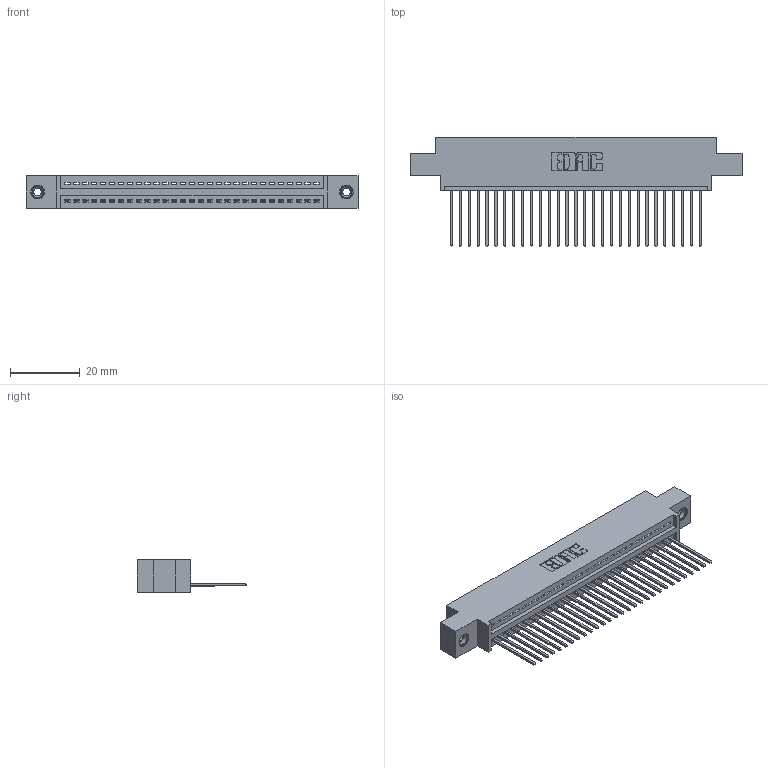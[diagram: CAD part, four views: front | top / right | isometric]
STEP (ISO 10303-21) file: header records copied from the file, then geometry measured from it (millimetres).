
FILE_DESCRIPTION (( 'STEP AP203' ), '1' );
FILE_NAME ('395-029-542-608.STEP', '2018-11-10T20:36:31', ( '' ), ( '' ), 'SwSTEP 2.0', 'SolidWorks 2016', '' );
FILE_SCHEMA (( 'CONFIG_CONTROL_DESIGN' ));
Length unit declared in the file: inch
Products named in the file (4): 345 Part_0.170 Offset - 0.156 Dia-TI; 345-250-001_345-250-003-102; 345-292-001_345-293-142; 395-029-542-608
Assembly tree (32 placements, depth 2):
  395-029-542-608
    345 Part_0.170 Offset - 0.156 Dia-TI
    345-292-001_345-293-142  x29
    345-250-001_345-250-003-102  x2
Bounding box: 94.87 x 31.29 x 9.4 mm (x, y, z)
Volume: 8848.9 mm3; surface area: 12136.4 mm2
Topology: 32 solids, 32 shells, 1872 faces, 5593 edges, 3682 vertices
Faces by surface type: plane 1276, cylinder 580, cone 12, torus 4
Entity records: 24912 total; most frequent: CARTESIAN_POINT 4298, ORIENTED_EDGE 4254, DIRECTION 3799, EDGE_CURVE 2127, LINE 1859, VECTOR 1859, VERTEX_POINT 1412, AXIS2_PLACEMENT_3D 970
